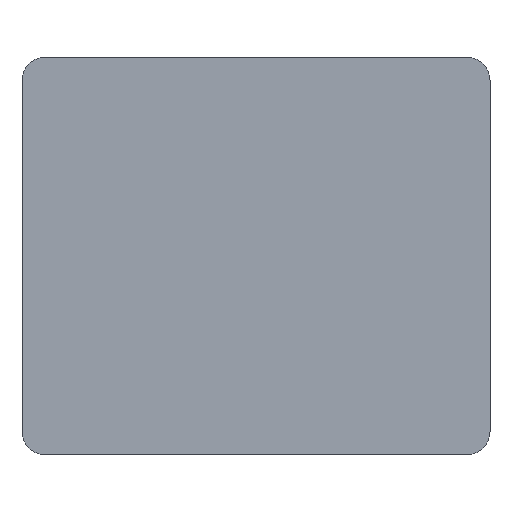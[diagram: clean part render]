
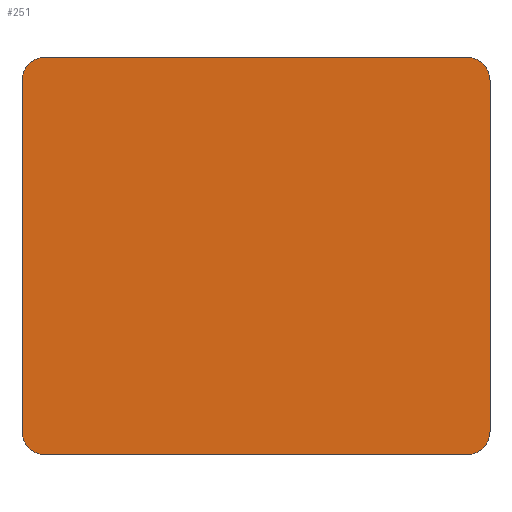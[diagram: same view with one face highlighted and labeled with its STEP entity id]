
A CAD part, front view. The second image highlights one B-rep face of the part: STEP entity #251.
In plain terms, the highlighted planar face has unit normal (0, -1, 0).
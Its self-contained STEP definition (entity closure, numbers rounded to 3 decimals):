
#1 = CARTESIAN_POINT ( 'NONE',  ( -90., 0., 85. ) ) ;
#5 = AXIS2_PLACEMENT_3D ( 'NONE', #269, #212, #117 ) ;
#9 = LINE ( 'NONE', #366, #225 ) ;
#10 = CARTESIAN_POINT ( 'NONE',  ( 90., 0., -75. ) ) ;
#15 = EDGE_CURVE ( 'NONE', #224, #43, #226, .T. ) ;
#22 = VERTEX_POINT ( 'NONE', #1 ) ;
#31 = CARTESIAN_POINT ( 'NONE',  ( 100., 0., -75. ) ) ;
#43 = VERTEX_POINT ( 'NONE', #319 ) ;
#52 = LINE ( 'NONE', #307, #350 ) ;
#57 = CARTESIAN_POINT ( 'NONE',  ( -90., 0., 75. ) ) ;
#59 = CARTESIAN_POINT ( 'NONE',  ( 90., 0., 75. ) ) ;
#64 = EDGE_CURVE ( 'NONE', #311, #121, #211, .T. ) ;
#66 = VERTEX_POINT ( 'NONE', #209 ) ;
#71 = EDGE_LOOP ( 'NONE', ( #218, #167, #81, #239, #275, #182, #214, #173 ) ) ;
#81 = ORIENTED_EDGE ( 'NONE', *, *, #15, .F. ) ;
#89 = CIRCLE ( 'NONE', #365, 10. ) ;
#90 = DIRECTION ( 'NONE',  ( 0., 1., 0. ) ) ;
#99 = FACE_OUTER_BOUND ( 'NONE', #71, .T. ) ;
#117 = DIRECTION ( 'NONE',  ( 0., 0., 1. ) ) ;
#121 = VERTEX_POINT ( 'NONE', #198 ) ;
#124 = DIRECTION ( 'NONE',  ( 0., 0., -1. ) ) ;
#145 = CARTESIAN_POINT ( 'NONE',  ( -90., 0., -75. ) ) ;
#152 = DIRECTION ( 'NONE',  ( 0., 0., 1. ) ) ;
#156 = CARTESIAN_POINT ( 'NONE',  ( -90., 0., 85. ) ) ;
#167 = ORIENTED_EDGE ( 'NONE', *, *, #197, .F. ) ;
#169 = VECTOR ( 'NONE', #185, 1000. ) ;
#173 = ORIENTED_EDGE ( 'NONE', *, *, #327, .F. ) ;
#176 = CIRCLE ( 'NONE', #274, 10. ) ;
#179 = DIRECTION ( 'NONE',  ( 0., 1., 0. ) ) ;
#182 = ORIENTED_EDGE ( 'NONE', *, *, #322, .F. ) ;
#185 = DIRECTION ( 'NONE',  ( 1., 0., 0. ) ) ;
#189 = LINE ( 'NONE', #213, #355 ) ;
#190 = DIRECTION ( 'NONE',  ( -1., 0., 0. ) ) ;
#193 = DIRECTION ( 'NONE',  ( 0., 0., 1. ) ) ;
#197 = EDGE_CURVE ( 'NONE', #43, #66, #189, .T. ) ;
#198 = CARTESIAN_POINT ( 'NONE',  ( 100., 0., 75. ) ) ;
#202 = VERTEX_POINT ( 'NONE', #359 ) ;
#209 = CARTESIAN_POINT ( 'NONE',  ( -90., 0., -85. ) ) ;
#211 = CIRCLE ( 'NONE', #221, 10. ) ;
#212 = DIRECTION ( 'NONE',  ( 0., 1., 0. ) ) ;
#213 = CARTESIAN_POINT ( 'NONE',  ( -90., 0., -85. ) ) ;
#214 = ORIENTED_EDGE ( 'NONE', *, *, #249, .F. ) ;
#218 = ORIENTED_EDGE ( 'NONE', *, *, #293, .F. ) ;
#221 = AXIS2_PLACEMENT_3D ( 'NONE', #59, #347, #152 ) ;
#224 = VERTEX_POINT ( 'NONE', #31 ) ;
#225 = VECTOR ( 'NONE', #193, 1000. ) ;
#226 = CIRCLE ( 'NONE', #308, 10. ) ;
#229 = LINE ( 'NONE', #156, #169 ) ;
#237 = DIRECTION ( 'NONE',  ( 0., 0., 1. ) ) ;
#239 = ORIENTED_EDGE ( 'NONE', *, *, #336, .F. ) ;
#249 = EDGE_CURVE ( 'NONE', #202, #22, #176, .T. ) ;
#251 = ADVANCED_FACE ( 'NONE', ( #99 ), #299, .F. ) ;
#256 = DIRECTION ( 'NONE',  ( 0., 0., 1. ) ) ;
#269 = CARTESIAN_POINT ( 'NONE',  ( -90., 0., -75. ) ) ;
#274 = AXIS2_PLACEMENT_3D ( 'NONE', #57, #277, #237 ) ;
#275 = ORIENTED_EDGE ( 'NONE', *, *, #64, .F. ) ;
#277 = DIRECTION ( 'NONE',  ( 0., 1., 0. ) ) ;
#293 = EDGE_CURVE ( 'NONE', #66, #374, #89, .T. ) ;
#299 = PLANE ( 'NONE',  #5 ) ;
#307 = CARTESIAN_POINT ( 'NONE',  ( 100., 0., -75. ) ) ;
#308 = AXIS2_PLACEMENT_3D ( 'NONE', #10, #179, #320 ) ;
#311 = VERTEX_POINT ( 'NONE', #334 ) ;
#319 = CARTESIAN_POINT ( 'NONE',  ( 90., 0., -85. ) ) ;
#320 = DIRECTION ( 'NONE',  ( 0., 0., -1. ) ) ;
#322 = EDGE_CURVE ( 'NONE', #22, #311, #229, .T. ) ;
#327 = EDGE_CURVE ( 'NONE', #374, #202, #9, .T. ) ;
#330 = CARTESIAN_POINT ( 'NONE',  ( -100., 0., -75. ) ) ;
#334 = CARTESIAN_POINT ( 'NONE',  ( 90., 0., 85. ) ) ;
#336 = EDGE_CURVE ( 'NONE', #121, #224, #52, .T. ) ;
#347 = DIRECTION ( 'NONE',  ( 0., 1., 0. ) ) ;
#350 = VECTOR ( 'NONE', #124, 1000. ) ;
#355 = VECTOR ( 'NONE', #190, 1000. ) ;
#359 = CARTESIAN_POINT ( 'NONE',  ( -100., 0., 75. ) ) ;
#365 = AXIS2_PLACEMENT_3D ( 'NONE', #145, #90, #256 ) ;
#366 = CARTESIAN_POINT ( 'NONE',  ( -100., 0., -75. ) ) ;
#374 = VERTEX_POINT ( 'NONE', #330 ) ;
